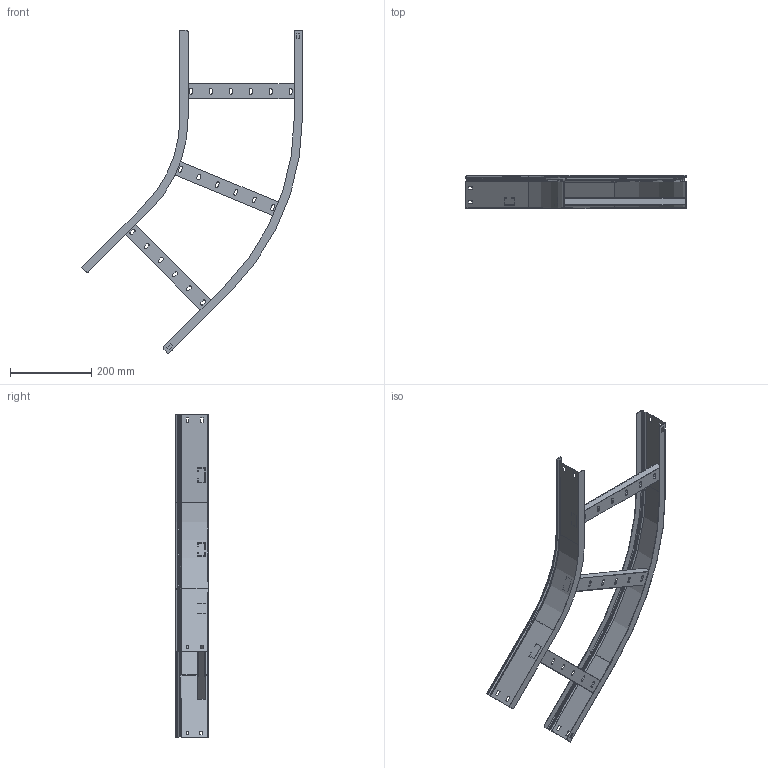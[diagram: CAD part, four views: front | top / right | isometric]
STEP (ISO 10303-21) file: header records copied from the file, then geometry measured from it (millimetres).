
FILE_DESCRIPTION (( 'STEP AP214' ), '1' );
FILE_NAME ('CKR04D-4--06.STEP', '2021-03-08T15:32:12', ( '' ), ( '' ), 'SwSTEP 2.0', 'SolidWorks 2017', '' );
FILE_SCHEMA (( 'AUTOMOTIVE_DESIGN' ));
Length unit declared in the file: millimetre
Products named in the file (4): CKR04D-4--06; 岓臍 195.07.01 呧翲歑鍙 摳賧禖嶱-01; 嗜吕 195.07.02 祟礞屦铐 铗忮蝽_-06; ÊÈÂÀ 095.00.02 Ïëàíêà ïîïåðå÷íàÿ_-02
Assembly tree (5 placements, depth 2):
  CKR04D-4--06
    岓臍 195.07.01 呧翲歑鍙 摳賧禖嶱-01
    ÊÈÂÀ 095.00.02 Ïëàíêà ïîïåðå÷íàÿ_-02  x3
    嗜吕 195.07.02 祟礞屦铐 铗忮蝽_-06
Bounding box: 541.91 x 80 x 794.71 mm (x, y, z)
Volume: 315922.3 mm3; surface area: 534904.2 mm2
Topology: 5 solids, 5 shells, 373 faces, 973 edges, 610 vertices
Faces by surface type: plane 266, cylinder 85, torus 14, cone 8
Entity records: 7941 total; most frequent: DIRECTION 1347, CARTESIAN_POINT 1336, ORIENTED_EDGE 1322, EDGE_CURVE 661, VECTOR 521, LINE 521, AXIS2_PLACEMENT_3D 413, VERTEX_POINT 402
